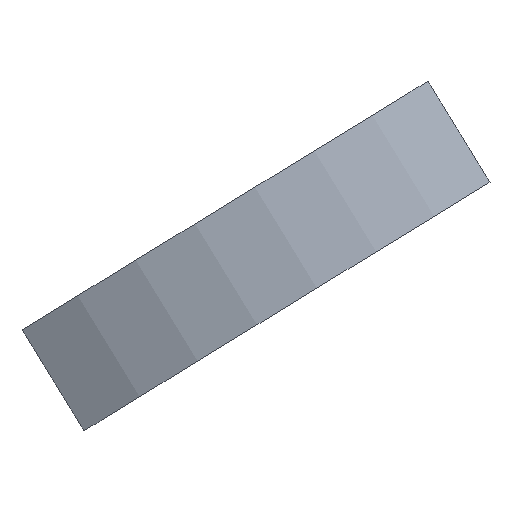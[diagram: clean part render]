
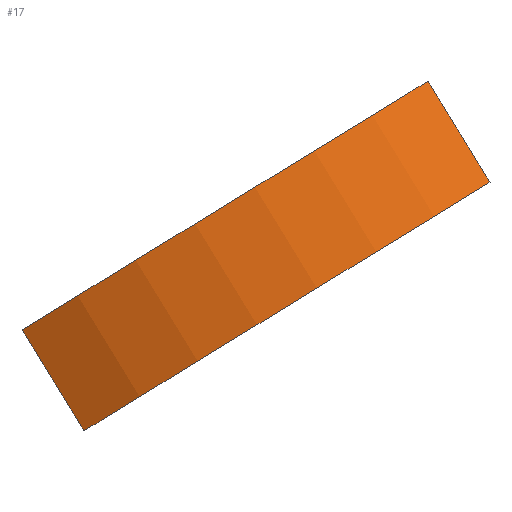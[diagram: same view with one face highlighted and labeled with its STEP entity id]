
A CAD part, front view. The second image highlights one B-rep face of the part: STEP entity #17.
In plain terms, the highlighted cylindrical face has radius 17.995 mm (diameter 35.99 mm), a partial arc.
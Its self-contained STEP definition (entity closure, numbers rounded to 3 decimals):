
#17 = ADVANCED_FACE('',(#18),#33,.T.);
#18 = FACE_BOUND('',#19,.T.);
#19 = EDGE_LOOP('',(#20,#66,#104,#143));
#20 = ORIENTED_EDGE('',*,*,#21,.F.);
#21 = EDGE_CURVE('',#22,#24,#26,.T.);
#22 = VERTEX_POINT('',#23);
#23 = CARTESIAN_POINT('',(-7.433,0.01,
    -2.345));
#24 = VERTEX_POINT('',#25);
#25 = CARTESIAN_POINT('',(5.468,-0.01,
    5.555));
#26 = SURFACE_CURVE('',#27,(#32),.PCURVE_S1.);
#27 = CIRCLE('',#28,17.995);
#28 = AXIS2_PLACEMENT_3D('',#29,#30,#31);
#29 = CARTESIAN_POINT('',(-0.964,16.328,1.616)
  );
#30 = DIRECTION('',(-0.522,0.,0.853));
#31 = DIRECTION('',(-0.36,-0.907,-0.22));
#32 = PCURVE('',#33,#38);
#33 = CYLINDRICAL_SURFACE('',#34,17.995);
#34 = AXIS2_PLACEMENT_3D('',#35,#36,#37);
#35 = CARTESIAN_POINT('',(0.019,16.328,
    0.011));
#36 = DIRECTION('',(0.522,0.,-0.853));
#37 = DIRECTION('',(0.357,-0.908,0.219));
#38 = DEFINITIONAL_REPRESENTATION('',(#39),#65);
#39 = B_SPLINE_CURVE_WITH_KNOTS('',3,(#40,#41,#42,#43,#44,#45,#46,#47,
    #48,#49,#50,#51,#52,#53,#54,#55,#56,#57,#58,#59,#60,#61,#62,#63,#64)
  ,.UNSPECIFIED.,.F.,.F.,(4,1,1,1,1,1,1,1,1,1,1,1,1,1,1,1,1,1,1,1,1,1,4)
  ,(0.,0.039,0.079,0.118,
    0.158,0.197,0.237,0.276,
    0.315,0.355,0.394,0.434,
    0.473,0.513,0.552,0.592,
    0.631,0.67,0.71,0.749,
    0.789,0.828,0.868),
  .QUASI_UNIFORM_KNOTS.);
#40 = CARTESIAN_POINT('',(0.868,-1.882));
#41 = CARTESIAN_POINT('',(0.854,-1.882));
#42 = CARTESIAN_POINT('',(0.828,-1.882));
#43 = CARTESIAN_POINT('',(0.789,-1.882));
#44 = CARTESIAN_POINT('',(0.749,-1.882));
#45 = CARTESIAN_POINT('',(0.71,-1.882));
#46 = CARTESIAN_POINT('',(0.67,-1.882));
#47 = CARTESIAN_POINT('',(0.631,-1.882));
#48 = CARTESIAN_POINT('',(0.592,-1.882));
#49 = CARTESIAN_POINT('',(0.552,-1.882));
#50 = CARTESIAN_POINT('',(0.513,-1.882));
#51 = CARTESIAN_POINT('',(0.473,-1.882));
#52 = CARTESIAN_POINT('',(0.434,-1.882));
#53 = CARTESIAN_POINT('',(0.394,-1.882));
#54 = CARTESIAN_POINT('',(0.355,-1.882));
#55 = CARTESIAN_POINT('',(0.315,-1.882));
#56 = CARTESIAN_POINT('',(0.276,-1.882));
#57 = CARTESIAN_POINT('',(0.237,-1.882));
#58 = CARTESIAN_POINT('',(0.197,-1.882));
#59 = CARTESIAN_POINT('',(0.158,-1.882));
#60 = CARTESIAN_POINT('',(0.118,-1.882));
#61 = CARTESIAN_POINT('',(0.079,-1.882));
#62 = CARTESIAN_POINT('',(0.039,-1.882));
#63 = CARTESIAN_POINT('',(0.013,-1.882));
#64 = CARTESIAN_POINT('',(0.,-1.882));
#65 = ( GEOMETRIC_REPRESENTATION_CONTEXT(2) 
PARAMETRIC_REPRESENTATION_CONTEXT() REPRESENTATION_CONTEXT('2D SPACE',''
  ) );
#66 = ORIENTED_EDGE('',*,*,#67,.F.);
#67 = EDGE_CURVE('',#68,#22,#70,.T.);
#68 = VERTEX_POINT('',#69);
#69 = CARTESIAN_POINT('',(-5.468,0.01,
    -5.555));
#70 = SURFACE_CURVE('',#71,(#75),.PCURVE_S1.);
#71 = LINE('',#72,#73);
#72 = CARTESIAN_POINT('',(-5.468,0.01,
    -5.555));
#73 = VECTOR('',#74,1.);
#74 = DIRECTION('',(-0.522,0.,0.853));
#75 = PCURVE('',#33,#76);
#76 = DEFINITIONAL_REPRESENTATION('',(#77),#103);
#77 = B_SPLINE_CURVE_WITH_KNOTS('',3,(#78,#79,#80,#81,#82,#83,#84,#85,
    #86,#87,#88,#89,#90,#91,#92,#93,#94,#95,#96,#97,#98,#99,#100,#101,
    #102),.UNSPECIFIED.,.F.,.F.,(4,1,1,1,1,1,1,1,1,1,1,1,1,1,1,1,1,1,1,1
    ,1,1,4),(-0.,0.171,0.342,0.513,
    0.684,0.855,1.027,1.198,
    1.369,1.54,1.711,1.882,
    2.053,2.224,2.395,2.566,
    2.737,2.908,3.08,3.251,
    3.422,3.593,3.764),
  .QUASI_UNIFORM_KNOTS.);
#78 = CARTESIAN_POINT('',(0.868,1.882));
#79 = CARTESIAN_POINT('',(0.868,1.825));
#80 = CARTESIAN_POINT('',(0.868,1.711));
#81 = CARTESIAN_POINT('',(0.868,1.54));
#82 = CARTESIAN_POINT('',(0.868,1.369));
#83 = CARTESIAN_POINT('',(0.868,1.198));
#84 = CARTESIAN_POINT('',(0.868,1.027));
#85 = CARTESIAN_POINT('',(0.868,0.855));
#86 = CARTESIAN_POINT('',(0.868,0.684));
#87 = CARTESIAN_POINT('',(0.868,0.513));
#88 = CARTESIAN_POINT('',(0.868,0.342));
#89 = CARTESIAN_POINT('',(0.868,0.171));
#90 = CARTESIAN_POINT('',(0.868,0.));
#91 = CARTESIAN_POINT('',(0.868,-0.171));
#92 = CARTESIAN_POINT('',(0.868,-0.342));
#93 = CARTESIAN_POINT('',(0.868,-0.513));
#94 = CARTESIAN_POINT('',(0.868,-0.684));
#95 = CARTESIAN_POINT('',(0.868,-0.855));
#96 = CARTESIAN_POINT('',(0.868,-1.027));
#97 = CARTESIAN_POINT('',(0.868,-1.198));
#98 = CARTESIAN_POINT('',(0.868,-1.369));
#99 = CARTESIAN_POINT('',(0.868,-1.54));
#100 = CARTESIAN_POINT('',(0.868,-1.711));
#101 = CARTESIAN_POINT('',(0.868,-1.825));
#102 = CARTESIAN_POINT('',(0.868,-1.882));
#103 = ( GEOMETRIC_REPRESENTATION_CONTEXT(2) 
PARAMETRIC_REPRESENTATION_CONTEXT() REPRESENTATION_CONTEXT('2D SPACE',''
  ) );
#104 = ORIENTED_EDGE('',*,*,#105,.F.);
#105 = EDGE_CURVE('',#106,#68,#108,.T.);
#106 = VERTEX_POINT('',#107);
#107 = CARTESIAN_POINT('',(7.433,-0.01,
    2.345));
#108 = SURFACE_CURVE('',#109,(#114),.PCURVE_S1.);
#109 = CIRCLE('',#110,17.995);
#110 = AXIS2_PLACEMENT_3D('',#111,#112,#113);
#111 = CARTESIAN_POINT('',(1.002,16.328,
    -1.594));
#112 = DIRECTION('',(0.522,0.,-0.853));
#113 = DIRECTION('',(0.357,-0.908,0.219));
#114 = PCURVE('',#33,#115);
#115 = DEFINITIONAL_REPRESENTATION('',(#116),#142);
#116 = B_SPLINE_CURVE_WITH_KNOTS('',3,(#117,#118,#119,#120,#121,#122,
    #123,#124,#125,#126,#127,#128,#129,#130,#131,#132,#133,#134,#135,
    #136,#137,#138,#139,#140,#141),.UNSPECIFIED.,.F.,.F.,(4,1,1,1,1,1,1,
    1,1,1,1,1,1,1,1,1,1,1,1,1,1,1,4),(0.,0.039,
    0.079,0.118,0.158,0.197,
    0.237,0.276,0.315,0.355,
    0.394,0.434,0.473,0.513,
    0.552,0.592,0.631,0.67,
    0.71,0.749,0.789,0.828,
    0.868),.QUASI_UNIFORM_KNOTS.);
#117 = CARTESIAN_POINT('',(0.,1.882));
#118 = CARTESIAN_POINT('',(0.013,1.882));
#119 = CARTESIAN_POINT('',(0.039,1.882));
#120 = CARTESIAN_POINT('',(0.079,1.882));
#121 = CARTESIAN_POINT('',(0.118,1.882));
#122 = CARTESIAN_POINT('',(0.158,1.882));
#123 = CARTESIAN_POINT('',(0.197,1.882));
#124 = CARTESIAN_POINT('',(0.237,1.882));
#125 = CARTESIAN_POINT('',(0.276,1.882));
#126 = CARTESIAN_POINT('',(0.315,1.882));
#127 = CARTESIAN_POINT('',(0.355,1.882));
#128 = CARTESIAN_POINT('',(0.394,1.882));
#129 = CARTESIAN_POINT('',(0.434,1.882));
#130 = CARTESIAN_POINT('',(0.473,1.882));
#131 = CARTESIAN_POINT('',(0.513,1.882));
#132 = CARTESIAN_POINT('',(0.552,1.882));
#133 = CARTESIAN_POINT('',(0.592,1.882));
#134 = CARTESIAN_POINT('',(0.631,1.882));
#135 = CARTESIAN_POINT('',(0.67,1.882));
#136 = CARTESIAN_POINT('',(0.71,1.882));
#137 = CARTESIAN_POINT('',(0.749,1.882));
#138 = CARTESIAN_POINT('',(0.789,1.882));
#139 = CARTESIAN_POINT('',(0.828,1.882));
#140 = CARTESIAN_POINT('',(0.854,1.882));
#141 = CARTESIAN_POINT('',(0.868,1.882));
#142 = ( GEOMETRIC_REPRESENTATION_CONTEXT(2) 
PARAMETRIC_REPRESENTATION_CONTEXT() REPRESENTATION_CONTEXT('2D SPACE',''
  ) );
#143 = ORIENTED_EDGE('',*,*,#144,.F.);
#144 = EDGE_CURVE('',#24,#106,#145,.T.);
#145 = SURFACE_CURVE('',#146,(#150),.PCURVE_S1.);
#146 = LINE('',#147,#148);
#147 = CARTESIAN_POINT('',(5.468,-0.01,
    5.555));
#148 = VECTOR('',#149,1.);
#149 = DIRECTION('',(0.522,0.,-0.853)
  );
#150 = PCURVE('',#33,#151);
#151 = DEFINITIONAL_REPRESENTATION('',(#152),#178);
#152 = B_SPLINE_CURVE_WITH_KNOTS('',3,(#153,#154,#155,#156,#157,#158,
    #159,#160,#161,#162,#163,#164,#165,#166,#167,#168,#169,#170,#171,
    #172,#173,#174,#175,#176,#177),.UNSPECIFIED.,.F.,.F.,(4,1,1,1,1,1,1,
    1,1,1,1,1,1,1,1,1,1,1,1,1,1,1,4),(0.,0.171,0.342,
    0.513,0.684,0.855,1.027,
    1.198,1.369,1.54,1.711,
    1.882,2.053,2.224,2.395,
    2.566,2.737,2.908,3.08,
    3.251,3.422,3.593,3.764),
  .QUASI_UNIFORM_KNOTS.);
#153 = CARTESIAN_POINT('',(0.,-1.882));
#154 = CARTESIAN_POINT('',(0.,-1.825));
#155 = CARTESIAN_POINT('',(0.,-1.711));
#156 = CARTESIAN_POINT('',(0.,-1.54));
#157 = CARTESIAN_POINT('',(0.,-1.369));
#158 = CARTESIAN_POINT('',(0.,-1.198));
#159 = CARTESIAN_POINT('',(0.,-1.027));
#160 = CARTESIAN_POINT('',(0.,-0.855));
#161 = CARTESIAN_POINT('',(0.,-0.684));
#162 = CARTESIAN_POINT('',(0.,-0.513));
#163 = CARTESIAN_POINT('',(0.,-0.342));
#164 = CARTESIAN_POINT('',(0.,-0.171));
#165 = CARTESIAN_POINT('',(0.,0.));
#166 = CARTESIAN_POINT('',(0.,0.171));
#167 = CARTESIAN_POINT('',(0.,0.342));
#168 = CARTESIAN_POINT('',(0.,0.513));
#169 = CARTESIAN_POINT('',(0.,0.684));
#170 = CARTESIAN_POINT('',(0.,0.855));
#171 = CARTESIAN_POINT('',(0.,1.027));
#172 = CARTESIAN_POINT('',(0.,1.198));
#173 = CARTESIAN_POINT('',(0.,1.369));
#174 = CARTESIAN_POINT('',(0.,1.54));
#175 = CARTESIAN_POINT('',(0.,1.711));
#176 = CARTESIAN_POINT('',(0.,1.825));
#177 = CARTESIAN_POINT('',(0.,1.882));
#178 = ( GEOMETRIC_REPRESENTATION_CONTEXT(2) 
PARAMETRIC_REPRESENTATION_CONTEXT() REPRESENTATION_CONTEXT('2D SPACE',''
  ) );
